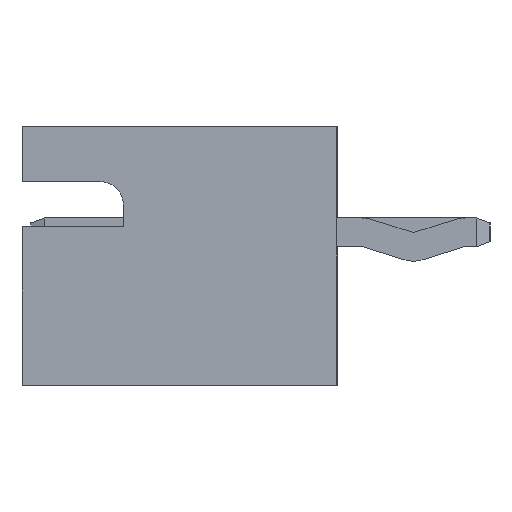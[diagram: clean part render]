
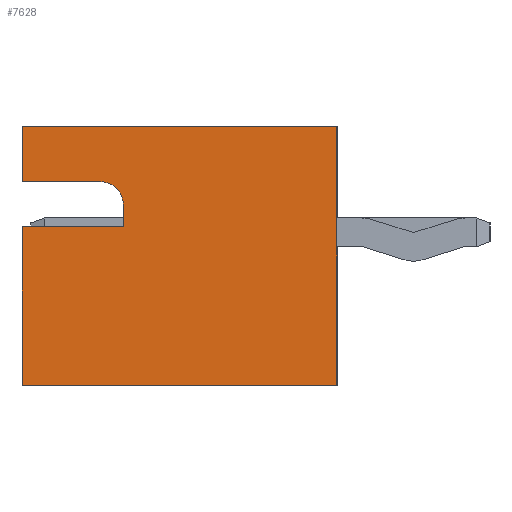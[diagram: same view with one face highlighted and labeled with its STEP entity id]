
A CAD part, left-side view. The second image highlights one B-rep face of the part: STEP entity #7628.
In plain terms, the highlighted face is planar.
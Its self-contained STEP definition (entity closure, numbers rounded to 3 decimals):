
#367 = LINE ( 'NONE', #3320, #821 ) ;
#455 = LINE ( 'NONE', #6798, #5869 ) ;
#657 = CARTESIAN_POINT ( 'NONE',  ( 19.95, 4.75, -0.125 ) ) ;
#688 = VECTOR ( 'NONE', #5717, 1000. ) ;
#715 = CARTESIAN_POINT ( 'NONE',  ( 19.95, 7., -1.125 ) ) ;
#726 = CARTESIAN_POINT ( 'NONE',  ( 19.95, 5.25, -0.625 ) ) ;
#730 = VECTOR ( 'NONE', #8612, 1000. ) ;
#821 = VECTOR ( 'NONE', #1051, 1000. ) ;
#992 = EDGE_CURVE ( 'NONE', #5294, #7774, #5062, .T. ) ;
#1051 = DIRECTION ( 'NONE',  ( 0., -1., 0. ) ) ;
#1080 = CIRCLE ( 'NONE', #7321, 0.5 ) ;
#1138 = DIRECTION ( 'NONE',  ( 0., 0., 1. ) ) ;
#1201 = ORIENTED_EDGE ( 'NONE', *, *, #992, .T. ) ;
#1249 = CARTESIAN_POINT ( 'NONE',  ( 19.95, 7., 3.4 ) ) ;
#1284 = EDGE_CURVE ( 'NONE', #8228, #7956, #1080, .T. ) ;
#1298 = CARTESIAN_POINT ( 'NONE',  ( 19.95, 7., 0. ) ) ;
#1327 = ORIENTED_EDGE ( 'NONE', *, *, #1284, .T. ) ;
#1463 = DIRECTION ( 'NONE',  ( 0., 0., 1. ) ) ;
#1941 = VERTEX_POINT ( 'NONE', #657 ) ;
#2065 = DIRECTION ( 'NONE',  ( 0., -1., 0. ) ) ;
#2150 = VECTOR ( 'NONE', #5924, 1000. ) ;
#2279 = VERTEX_POINT ( 'NONE', #3486 ) ;
#2364 = ORIENTED_EDGE ( 'NONE', *, *, #8526, .T. ) ;
#2737 = EDGE_LOOP ( 'NONE', ( #3161, #1327, #5801, #7406, #5710, #1201, #7018, #5907, #2364 ) ) ;
#2858 = DIRECTION ( 'NONE',  ( 0., 0., 1. ) ) ;
#2872 = VERTEX_POINT ( 'NONE', #4173 ) ;
#2883 = CARTESIAN_POINT ( 'NONE',  ( 19.95, 7., 0. ) ) ;
#2886 = CARTESIAN_POINT ( 'NONE',  ( 19.95, 7., 0. ) ) ;
#3045 = EDGE_CURVE ( 'NONE', #2872, #5294, #7015, .T. ) ;
#3161 = ORIENTED_EDGE ( 'NONE', *, *, #3459, .T. ) ;
#3320 = CARTESIAN_POINT ( 'NONE',  ( 19.95, 7., -2.35 ) ) ;
#3342 = VECTOR ( 'NONE', #2065, 1000. ) ;
#3459 = EDGE_CURVE ( 'NONE', #6221, #8228, #6336, .T. ) ;
#3486 = CARTESIAN_POINT ( 'NONE',  ( 19.95, 7., -2.35 ) ) ;
#3545 = DIRECTION ( 'NONE',  ( -1., 0., 0. ) ) ;
#3795 = VERTEX_POINT ( 'NONE', #5790 ) ;
#3883 = AXIS2_PLACEMENT_3D ( 'NONE', #1298, #3961, #6215 ) ;
#3905 = CARTESIAN_POINT ( 'NONE',  ( 19.95, 4.75, -0.625 ) ) ;
#3961 = DIRECTION ( 'NONE',  ( 1., 0., 0. ) ) ;
#4010 = PLANE ( 'NONE',  #3883 ) ;
#4038 = VECTOR ( 'NONE', #1138, 1000. ) ;
#4141 = CARTESIAN_POINT ( 'NONE',  ( 19.95, 7., -1.125 ) ) ;
#4173 = CARTESIAN_POINT ( 'NONE',  ( 19.95, 7., -0.125 ) ) ;
#4672 = LINE ( 'NONE', #7521, #4038 ) ;
#5062 = LINE ( 'NONE', #8011, #730 ) ;
#5083 = CARTESIAN_POINT ( 'NONE',  ( 19.95, 0., 3.4 ) ) ;
#5294 = VERTEX_POINT ( 'NONE', #1249 ) ;
#5710 = ORIENTED_EDGE ( 'NONE', *, *, #3045, .T. ) ;
#5717 = DIRECTION ( 'NONE',  ( 0., 0., 1. ) ) ;
#5790 = CARTESIAN_POINT ( 'NONE',  ( 19.95, 0., -2.35 ) ) ;
#5801 = ORIENTED_EDGE ( 'NONE', *, *, #9155, .T. ) ;
#5869 = VECTOR ( 'NONE', #8859, 1000. ) ;
#5888 = LINE ( 'NONE', #8805, #2150 ) ;
#5907 = ORIENTED_EDGE ( 'NONE', *, *, #9178, .F. ) ;
#5924 = DIRECTION ( 'NONE',  ( 0., 1., 0. ) ) ;
#6107 = FACE_OUTER_BOUND ( 'NONE', #2737, .T. ) ;
#6215 = DIRECTION ( 'NONE',  ( 0., 0., -1. ) ) ;
#6221 = VERTEX_POINT ( 'NONE', #715 ) ;
#6336 = LINE ( 'NONE', #4141, #3342 ) ;
#6421 = LINE ( 'NONE', #2886, #8973 ) ;
#6798 = CARTESIAN_POINT ( 'NONE',  ( 19.95, 4.75, -0.625 ) ) ;
#7015 = LINE ( 'NONE', #2883, #688 ) ;
#7018 = ORIENTED_EDGE ( 'NONE', *, *, #7767, .F. ) ;
#7321 = AXIS2_PLACEMENT_3D ( 'NONE', #726, #3545, #2858 ) ;
#7406 = ORIENTED_EDGE ( 'NONE', *, *, #7923, .T. ) ;
#7521 = CARTESIAN_POINT ( 'NONE',  ( 19.95, 0., 0. ) ) ;
#7628 = ADVANCED_FACE ( 'NONE', ( #6107 ), #4010, .T. ) ;
#7767 = EDGE_CURVE ( 'NONE', #3795, #7774, #4672, .T. ) ;
#7774 = VERTEX_POINT ( 'NONE', #5083 ) ;
#7923 = EDGE_CURVE ( 'NONE', #1941, #2872, #5888, .T. ) ;
#7956 = VERTEX_POINT ( 'NONE', #3905 ) ;
#8011 = CARTESIAN_POINT ( 'NONE',  ( 19.95, 7., 3.4 ) ) ;
#8228 = VERTEX_POINT ( 'NONE', #8749 ) ;
#8526 = EDGE_CURVE ( 'NONE', #2279, #6221, #6421, .T. ) ;
#8612 = DIRECTION ( 'NONE',  ( 0., -1., 0. ) ) ;
#8749 = CARTESIAN_POINT ( 'NONE',  ( 19.95, 5.25, -1.125 ) ) ;
#8805 = CARTESIAN_POINT ( 'NONE',  ( 19.95, 7., -0.125 ) ) ;
#8859 = DIRECTION ( 'NONE',  ( 0., 0., 1. ) ) ;
#8973 = VECTOR ( 'NONE', #1463, 1000. ) ;
#9155 = EDGE_CURVE ( 'NONE', #7956, #1941, #455, .T. ) ;
#9178 = EDGE_CURVE ( 'NONE', #2279, #3795, #367, .T. ) ;
